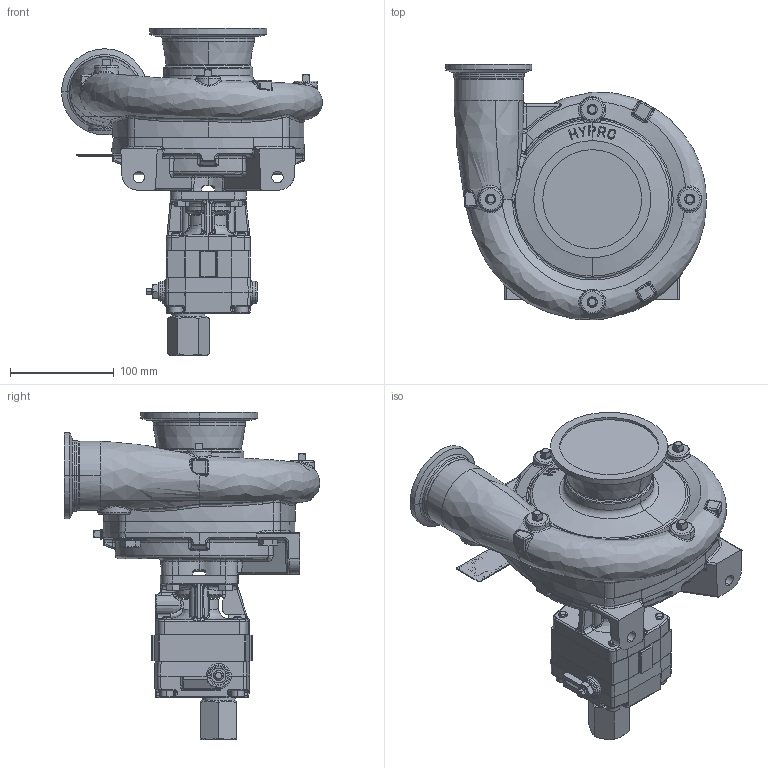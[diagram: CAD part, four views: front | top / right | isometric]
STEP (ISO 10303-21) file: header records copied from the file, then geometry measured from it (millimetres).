
FILE_DESCRIPTION (( 'STEP AP203' ), '1' );
FILE_NAME ('9316C3U-M16.STEP', '2016-10-31T12:09:15', ( '' ), ( '' ), 'SwSTEP 2.0', 'SolidWorks 2015', '' );
FILE_SCHEMA (( 'CONFIG_CONTROL_DESIGN' ));
Products named in the file (1): 9316C3U-M16
Bounding box: 251.24 x 246.23 x 315.18 mm (x, y, z)
Surface area: 283870 mm2 (no closed solid volume)
Topology: 0 solids, 69 shells, 1659 faces, 6190 edges, 4494 vertices
Faces by surface type: plane 501, bspline 489, cylinder 329, cone 200, torus 85, sphere 55
Entity records: 99747 total; most frequent: CARTESIAN_POINT 54019, ORIENTED_EDGE 9569, DIRECTION 7651, EDGE_CURVE 6159, VERTEX_POINT 4494, LINE 2603, VECTOR 2603, AXIS2_PLACEMENT_3D 2524
